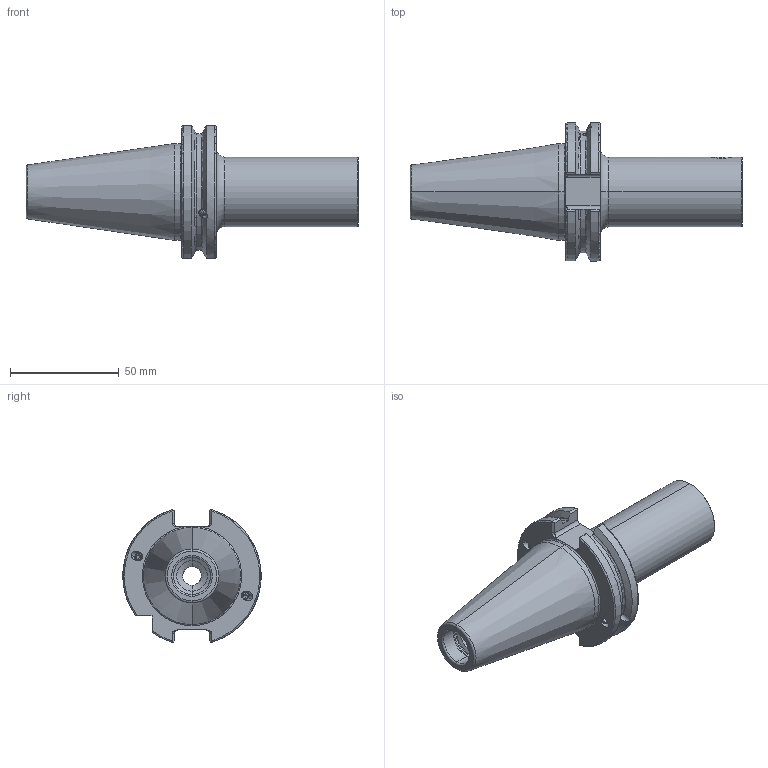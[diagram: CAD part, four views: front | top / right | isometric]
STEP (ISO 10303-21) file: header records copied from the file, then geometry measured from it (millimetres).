
FILE_DESCRIPTION (( 'STEP AP203' ), '1' );
FILE_NAME ('102.425.322.STEP', '2018-03-09T14:20:46', ( 'SWIAdmin' ), ( 'Hewlett-Packard Company' ), 'SwSTEP 2.0', 'SolidWorks 2017', '' );
FILE_SCHEMA (( 'CONFIG_CONTROL_DESIGN' ));
Length unit declared in the file: millimetre
Products named in the file (5): MB3-ER1.001.011_A; KVT_MB_600_040; ISO 4026 - M4 x 5_PreviewCfg; 102.425.322; SB4-MB3.K01.084_D_mit Bundk”lung
Assembly tree (6 placements, depth 2):
  102.425.322
    SB4-MB3.K01.084_D_mit Bundk”lung
    MB3-ER1.001.011_A
    KVT_MB_600_040  x2
    ISO 4026 - M4 x 5_PreviewCfg  x2
Bounding box: 152.35 x 63.5 x 60.94 mm (x, y, z)
Volume: 147667.4 mm3; surface area: 29738.2 mm2
Topology: 8 solids, 8 shells, 301 faces, 732 edges, 439 vertices
Faces by surface type: cone 100, cylinder 88, plane 79, torus 30, sphere 4
Entity records: 8648 total; most frequent: CARTESIAN_POINT 2152, DIRECTION 1264, ORIENTED_EDGE 1248, EDGE_CURVE 624, AXIS2_PLACEMENT_3D 501, VERTEX_POINT 380, EDGE_LOOP 270, LINE 262
